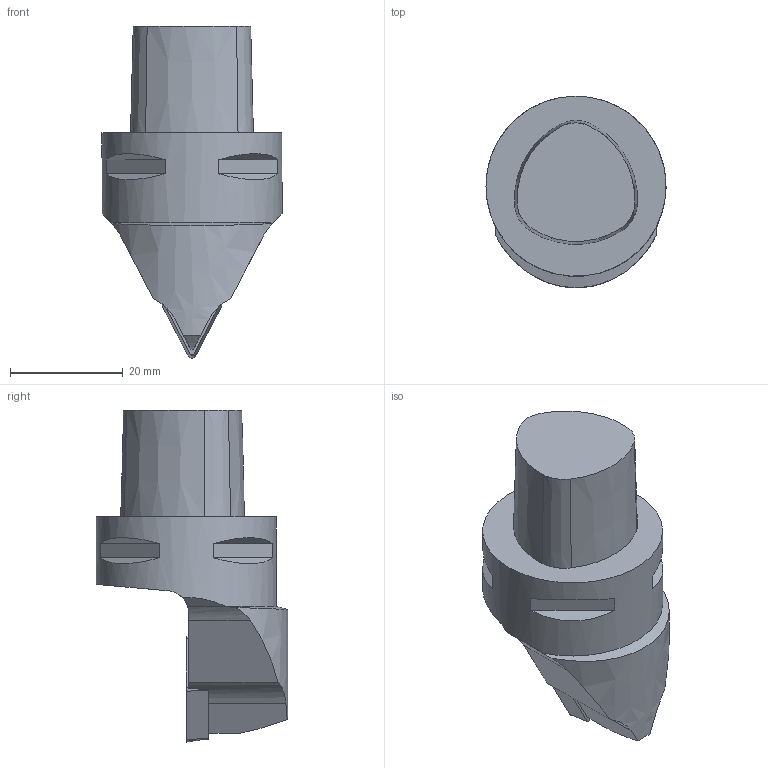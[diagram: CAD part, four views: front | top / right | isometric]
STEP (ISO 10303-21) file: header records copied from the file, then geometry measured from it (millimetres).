
FILE_DESCRIPTION(/* description */ (''),/* implementation_level */ '2;1');
FILE_NAME(/* name */ 'C3-SDNCN-00040-11.stp',/* time_stamp */ '2018-02-15T16:18:46+06:00',/* author */ (''),/* organization */ (''),/* preprocessor_version */ 'ST-DEVELOPER v16',/* originating_system */ 'SIEMENS PLM Software NX 11.0',/* authorisation */ '');
FILE_SCHEMA (('AUTOMOTIVE_DESIGN { 1 0 10303 214 3 1 1 1 }'));
Length unit declared in the file: millimetre
Products named in the file (1): C3-SDNCN-00040-11
Bounding box: 32 x 34 x 59 mm (x, y, z)
Volume: 23608.9 mm3; surface area: 6664.7 mm2
Topology: 3 solids, 3 shells, 52 faces, 126 edges, 84 vertices
Faces by surface type: plane 33, cone 11, cylinder 7, extrusion 1
Full cylindrical faces by diameter (mm): 32 x1
Entity records: 1630 total; most frequent: CARTESIAN_POINT 329, DIRECTION 266, ORIENTED_EDGE 248, EDGE_CURVE 124, AXIS2_PLACEMENT_3D 101, VERTEX_POINT 83, VECTOR 64, LINE 63
